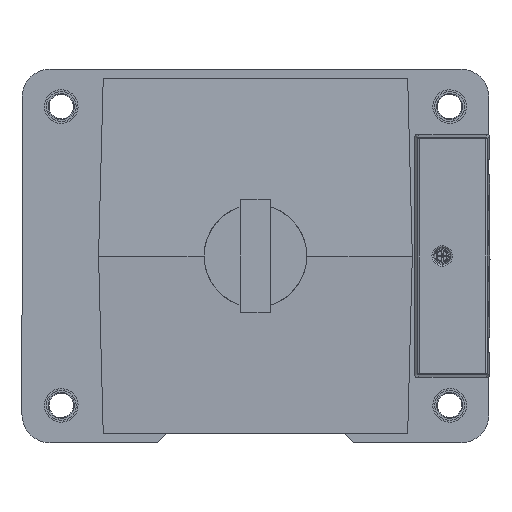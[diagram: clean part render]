
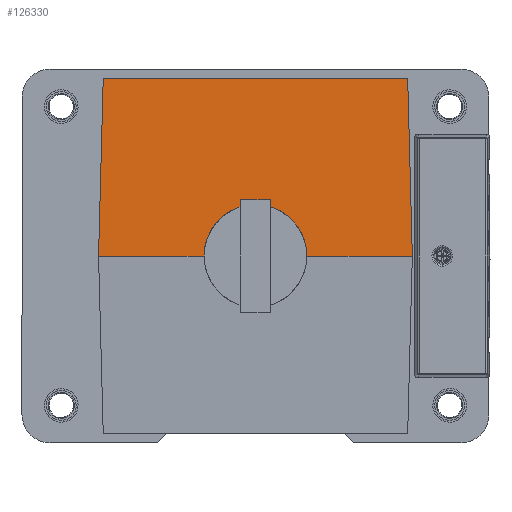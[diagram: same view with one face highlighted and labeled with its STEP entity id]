
A CAD part, left-side view. The second image highlights one B-rep face of the part: STEP entity #126330.
In plain terms, the highlighted planar face has unit normal (-1, 0, 0.026).
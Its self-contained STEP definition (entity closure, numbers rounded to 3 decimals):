
#4752 = ORIENTED_EDGE ( 'NONE', *, *, #54711, .T. ) ;
#5794 = DIRECTION ( 'NONE',  ( 0.026, -0.026, 0.999 ) ) ;
#7539 = VERTEX_POINT ( 'NONE', #132723 ) ;
#9783 = CARTESIAN_POINT ( 'NONE',  ( -132.514, -81.514, 94.935 ) ) ;
#10048 = VERTEX_POINT ( 'NONE', #22911 ) ;
#10901 = VERTEX_POINT ( 'NONE', #129621 ) ;
#10931 = ORIENTED_EDGE ( 'NONE', *, *, #66008, .F. ) ;
#11342 = CARTESIAN_POINT ( 'NONE',  ( -135., 0., 0. ) ) ;
#11788 = PLANE ( 'NONE',  #86031 ) ;
#12981 = ORIENTED_EDGE ( 'NONE', *, *, #130007, .F. ) ;
#13212 = VECTOR ( 'NONE', #5794, 1000. ) ;
#18624 = CARTESIAN_POINT ( 'NONE',  ( -135., 27.5, 0. ) ) ;
#20127 = CARTESIAN_POINT ( 'NONE',  ( -135., -27.5, 0. ) ) ;
#22911 = CARTESIAN_POINT ( 'NONE',  ( -135., -84., 0. ) ) ;
#26380 = DIRECTION ( 'NONE',  ( 0., -1., 0. ) ) ;
#34967 = CARTESIAN_POINT ( 'NONE',  ( -132.512, 84., 95. ) ) ;
#36198 = LINE ( 'NONE', #9783, #73478 ) ;
#38491 = LINE ( 'NONE', #107569, #90339 ) ;
#43031 = DIRECTION ( 'NONE',  ( 0., 1., 0. ) ) ;
#44571 =( BOUNDED_CURVE ( )  B_SPLINE_CURVE ( 3, ( #104775, #94352, #115185, #53127 ),
 .UNSPECIFIED., .F., .F. ) 
 B_SPLINE_CURVE_WITH_KNOTS ( ( 4, 4 ),
 ( 3.142, 4.712 ),
 .UNSPECIFIED. ) 
 CURVE ( )  GEOMETRIC_REPRESENTATION_ITEM ( )  RATIONAL_B_SPLINE_CURVE ( ( 1., 0.805, 0.805, 1. ) ) 
 REPRESENTATION_ITEM ( '' )  );
#44599 = ORIENTED_EDGE ( 'NONE', *, *, #75117, .F. ) ;
#49890 = CARTESIAN_POINT ( 'NONE',  ( -134.578, 27.5, 16.109 ) ) ;
#53127 = CARTESIAN_POINT ( 'NONE',  ( -135., -27.5, 0. ) ) ;
#54711 = EDGE_CURVE ( 'NONE', #10901, #131627, #44571, .T. ) ;
#55403 = ORIENTED_EDGE ( 'NONE', *, *, #58443, .F. ) ;
#56917 = EDGE_CURVE ( 'NONE', #7539, #78892, #38491, .T. ) ;
#58443 = EDGE_CURVE ( 'NONE', #80985, #87184, #65229, .T. ) ;
#58521 = ORIENTED_EDGE ( 'NONE', *, *, #105593, .T. ) ;
#59601 = LINE ( 'NONE', #110361, #111483 ) ;
#65229 = LINE ( 'NONE', #34967, #92791 ) ;
#66008 = EDGE_CURVE ( 'NONE', #87184, #10048, #36198, .T. ) ;
#70682 = CARTESIAN_POINT ( 'NONE',  ( -134.28, 0., 27.5 ) ) ;
#73478 = VECTOR ( 'NONE', #82178, 1000. ) ;
#75117 = EDGE_CURVE ( 'NONE', #10048, #131627, #59601, .T. ) ;
#78892 = VERTEX_POINT ( 'NONE', #125063 ) ;
#80985 = VERTEX_POINT ( 'NONE', #81439 ) ;
#81439 = CARTESIAN_POINT ( 'NONE',  ( -132.512, 81.512, 95. ) ) ;
#82178 = DIRECTION ( 'NONE',  ( -0.026, -0.026, -0.999 ) ) ;
#86031 = AXIS2_PLACEMENT_3D ( 'NONE', #11342, #105053, #43031 ) ;
#87184 = VERTEX_POINT ( 'NONE', #124586 ) ;
#87314 = EDGE_LOOP ( 'NONE', ( #96833, #58521, #4752, #44599, #10931, #55403, #12981 ) ) ;
#90339 = VECTOR ( 'NONE', #117967, 1000. ) ;
#92791 = VECTOR ( 'NONE', #26380, 1000. ) ;
#93598 = FACE_OUTER_BOUND ( 'NONE', #87314, .T. ) ;
#94352 = CARTESIAN_POINT ( 'NONE',  ( -134.28, -16.109, 27.5 ) ) ;
#95885 = LINE ( 'NONE', #129782, #13212 ) ;
#96833 = ORIENTED_EDGE ( 'NONE', *, *, #56917, .F. ) ;
#104152 =( BOUNDED_CURVE ( )  B_SPLINE_CURVE ( 3, ( #18624, #49890, #132708, #70682 ),
 .UNSPECIFIED., .F., .T. ) 
 B_SPLINE_CURVE_WITH_KNOTS ( ( 4, 4 ),
 ( 1.571, 3.142 ),
 .UNSPECIFIED. ) 
 CURVE ( )  GEOMETRIC_REPRESENTATION_ITEM ( )  RATIONAL_B_SPLINE_CURVE ( ( 1., 0.805, 0.805, 1. ) ) 
 REPRESENTATION_ITEM ( '' )  );
#104775 = CARTESIAN_POINT ( 'NONE',  ( -134.28, 0., 27.5 ) ) ;
#105053 = DIRECTION ( 'NONE',  ( 1., 0., -0.026 ) ) ;
#105593 = EDGE_CURVE ( 'NONE', #7539, #10901, #104152, .T. ) ;
#107569 = CARTESIAN_POINT ( 'NONE',  ( -135., 0., 0. ) ) ;
#110361 = CARTESIAN_POINT ( 'NONE',  ( -135., 0., 0. ) ) ;
#111483 = VECTOR ( 'NONE', #120790, 1000. ) ;
#115185 = CARTESIAN_POINT ( 'NONE',  ( -134.578, -27.5, 16.109 ) ) ;
#117967 = DIRECTION ( 'NONE',  ( 0., 1., 0. ) ) ;
#120790 = DIRECTION ( 'NONE',  ( 0., 1., 0. ) ) ;
#124586 = CARTESIAN_POINT ( 'NONE',  ( -132.512, -81.512, 95. ) ) ;
#125063 = CARTESIAN_POINT ( 'NONE',  ( -135., 84., 0. ) ) ;
#126330 = ADVANCED_FACE ( 'NONE', ( #93598 ), #11788, .F. ) ;
#129621 = CARTESIAN_POINT ( 'NONE',  ( -134.28, 0., 27.5 ) ) ;
#129782 = CARTESIAN_POINT ( 'NONE',  ( -135., 84., 0. ) ) ;
#130007 = EDGE_CURVE ( 'NONE', #78892, #80985, #95885, .T. ) ;
#131627 = VERTEX_POINT ( 'NONE', #20127 ) ;
#132708 = CARTESIAN_POINT ( 'NONE',  ( -134.28, 16.109, 27.5 ) ) ;
#132723 = CARTESIAN_POINT ( 'NONE',  ( -135., 27.5, 0. ) ) ;
